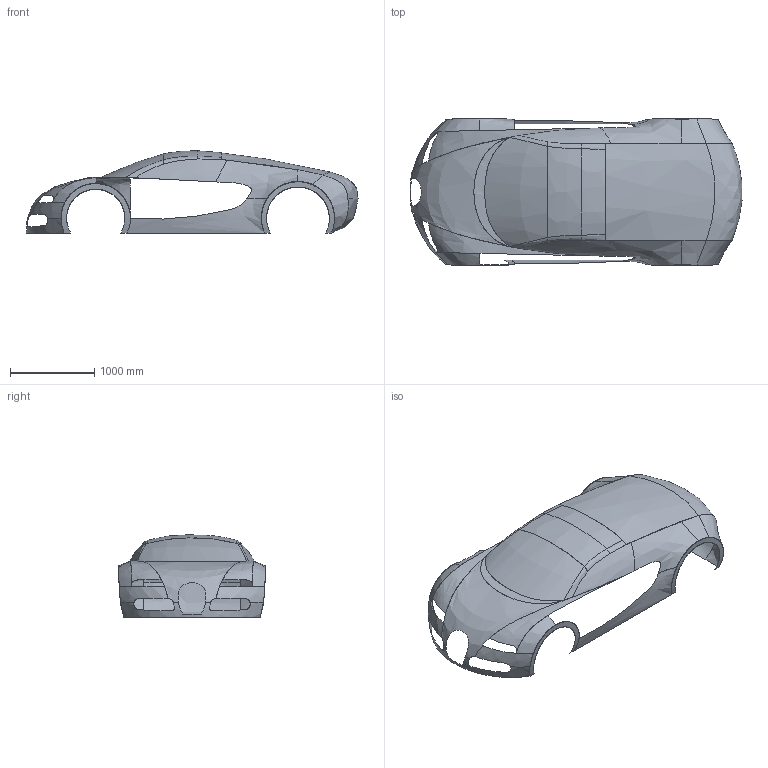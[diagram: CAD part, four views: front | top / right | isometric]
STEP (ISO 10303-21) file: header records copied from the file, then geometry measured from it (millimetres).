
FILE_DESCRIPTION(('FreeCAD Model'),'2;1');
FILE_NAME('Open CASCADE Shape Model','2025-05-04T12:24:12',('FreeCAD'),( 'FreeCAD'),'Open CASCADE STEP processor 7.6','FreeCAD','Unknown');
FILE_SCHEMA(('AUTOMOTIVE_DESIGN { 1 0 10303 214 1 1 1 1 }'));
Length unit declared in the file: millimetre
Products named in the file (1): Open CASCADE STEP translator 7.6 1
Bounding box: 3949 x 1741.37 x 980.16 mm (x, y, z)
Surface area: 9672433.8 mm2 (no closed solid volume)
Topology: 0 solids, 27 shells, 36 faces, 252 edges, 316 vertices
Faces by surface type: bspline 36
Entity records: 23582 total; most frequent: CARTESIAN_POINT 22466, B_SPLINE_CURVE_WITH_KNOTS 244, ORIENTED_EDGE 190, EDGE_CURVE 179, VERTEX_POINT 170, TRIMMED_CURVE 73, GEOMETRIC_CURVE_SET 47, ADVANCED_FACE 36
